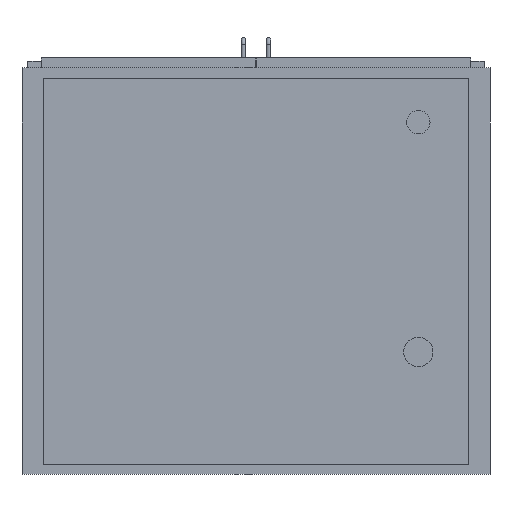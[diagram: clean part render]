
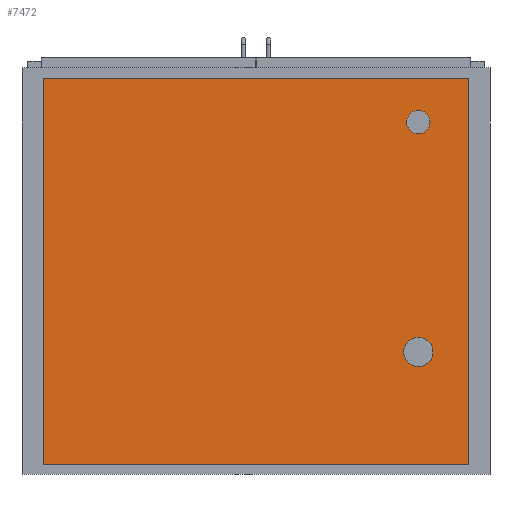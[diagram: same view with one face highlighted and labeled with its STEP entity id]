
A CAD part, front view. The second image highlights one B-rep face of the part: STEP entity #7472.
In plain terms, the highlighted planar face has unit normal (0, -1, 0).
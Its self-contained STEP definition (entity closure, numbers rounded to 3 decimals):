
#81=FACE_BOUND('',#811,.T.);
#82=FACE_BOUND('',#812,.T.);
#102=CIRCLE('',#7983,20.);
#104=CIRCLE('',#7987,25.);
#344=FACE_OUTER_BOUND('',#810,.T.);
#810=EDGE_LOOP('',(#5065,#5066,#5067,#5068));
#811=EDGE_LOOP('',(#5069));
#812=EDGE_LOOP('',(#5070));
#1326=LINE('',#10811,#2270);
#1328=LINE('',#10815,#2272);
#1330=LINE('',#10819,#2274);
#1332=LINE('',#10822,#2276);
#2270=VECTOR('',#8686,10.);
#2272=VECTOR('',#8690,10.);
#2274=VECTOR('',#8694,10.);
#2276=VECTOR('',#8698,10.);
#3172=VERTEX_POINT('',#10737);
#3174=VERTEX_POINT('',#10744);
#3195=VERTEX_POINT('',#10808);
#3196=VERTEX_POINT('',#10810);
#3197=VERTEX_POINT('',#10814);
#3198=VERTEX_POINT('',#10818);
#3889=EDGE_CURVE('',#3172,#3172,#102,.T.);
#3892=EDGE_CURVE('',#3174,#3174,#104,.T.);
#3922=EDGE_CURVE('',#3196,#3195,#1326,.T.);
#3924=EDGE_CURVE('',#3197,#3196,#1328,.T.);
#3926=EDGE_CURVE('',#3198,#3197,#1330,.T.);
#3928=EDGE_CURVE('',#3195,#3198,#1332,.T.);
#5065=ORIENTED_EDGE('',*,*,#3928,.T.);
#5066=ORIENTED_EDGE('',*,*,#3926,.T.);
#5067=ORIENTED_EDGE('',*,*,#3924,.T.);
#5068=ORIENTED_EDGE('',*,*,#3922,.T.);
#5069=ORIENTED_EDGE('',*,*,#3889,.T.);
#5070=ORIENTED_EDGE('',*,*,#3892,.T.);
#7074=PLANE('',#8004);
#7472=ADVANCED_FACE('',(#344,#81,#82),#7074,.T.);
#7983=AXIS2_PLACEMENT_3D('',#10739,#8620,#8621);
#7987=AXIS2_PLACEMENT_3D('',#10746,#8629,#8630);
#8004=AXIS2_PLACEMENT_3D('',#10823,#8699,#8700);
#8620=DIRECTION('center_axis',(0.,1.,0.));
#8621=DIRECTION('ref_axis',(1.,0.,0.));
#8629=DIRECTION('center_axis',(0.,1.,0.));
#8630=DIRECTION('ref_axis',(1.,0.,0.));
#8686=DIRECTION('',(0.,0.,1.));
#8690=DIRECTION('',(1.,0.,0.));
#8694=DIRECTION('',(0.,0.,-1.));
#8698=DIRECTION('',(-1.,0.,0.));
#8699=DIRECTION('center_axis',(0.,-1.,0.));
#8700=DIRECTION('ref_axis',(0.,0.,-1.));
#10737=CARTESIAN_POINT('',(257.5,-370.,255.));
#10739=CARTESIAN_POINT('Origin',(277.5,-370.,255.));
#10744=CARTESIAN_POINT('',(252.5,-370.,-138.));
#10746=CARTESIAN_POINT('Origin',(277.5,-370.,-138.));
#10808=CARTESIAN_POINT('',(362.5,-370.,330.));
#10810=CARTESIAN_POINT('',(362.5,-370.,-330.));
#10811=CARTESIAN_POINT('',(362.5,-370.,330.));
#10814=CARTESIAN_POINT('',(-362.5,-370.,-330.));
#10815=CARTESIAN_POINT('',(362.5,-370.,-330.));
#10818=CARTESIAN_POINT('',(-362.5,-370.,330.));
#10819=CARTESIAN_POINT('',(-362.5,-370.,-330.));
#10822=CARTESIAN_POINT('',(-362.5,-370.,330.));
#10823=CARTESIAN_POINT('Origin',(0.,-370.,0.));
